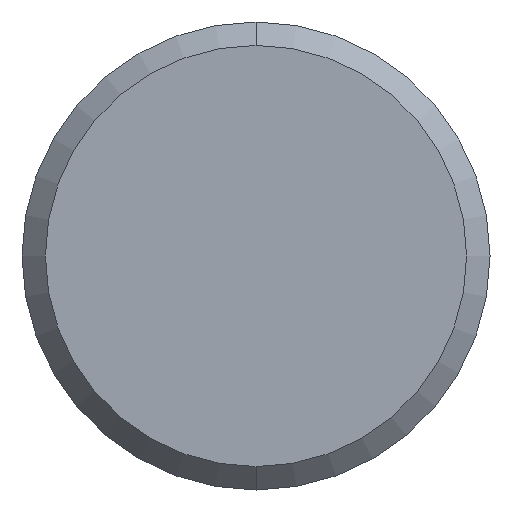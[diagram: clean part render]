
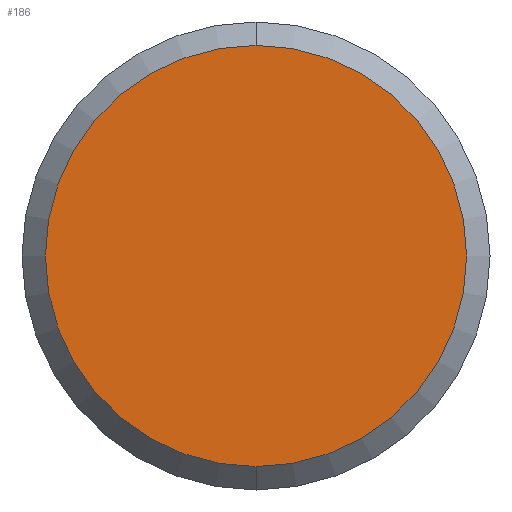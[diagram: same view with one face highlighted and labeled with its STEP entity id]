
A CAD part, front view. The second image highlights one B-rep face of the part: STEP entity #186.
In plain terms, the highlighted planar face has unit normal (0, -1, 0).
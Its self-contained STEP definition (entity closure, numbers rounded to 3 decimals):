
#1 = DIRECTION ( 'NONE',  ( 0., 0., 1. ) ) ;
#14 = VERTEX_POINT ( 'NONE', #69 ) ;
#23 = DIRECTION ( 'NONE',  ( 0., -1., 0. ) ) ;
#28 = CARTESIAN_POINT ( 'NONE',  ( 0., 0., 0. ) ) ;
#34 = CARTESIAN_POINT ( 'NONE',  ( 0., 0., 2.25 ) ) ;
#39 = CIRCLE ( 'NONE', #58, 2.25 ) ;
#45 = DIRECTION ( 'NONE',  ( 0., 0., 1. ) ) ;
#50 = AXIS2_PLACEMENT_3D ( 'NONE', #183, #203, #45 ) ;
#58 = AXIS2_PLACEMENT_3D ( 'NONE', #114, #23, #101 ) ;
#66 = CIRCLE ( 'NONE', #50, 2.25 ) ;
#69 = CARTESIAN_POINT ( 'NONE',  ( 0., 0., -2.25 ) ) ;
#71 = DIRECTION ( 'NONE',  ( 0., 1., 0. ) ) ;
#77 = ORIENTED_EDGE ( 'NONE', *, *, #137, .T. ) ;
#101 = DIRECTION ( 'NONE',  ( 0., 0., 1. ) ) ;
#105 = FACE_OUTER_BOUND ( 'NONE', #158, .T. ) ;
#114 = CARTESIAN_POINT ( 'NONE',  ( 0., 0., 0. ) ) ;
#137 = EDGE_CURVE ( 'NONE', #14, #199, #66, .T. ) ;
#148 = EDGE_CURVE ( 'NONE', #199, #14, #39, .T. ) ;
#151 = AXIS2_PLACEMENT_3D ( 'NONE', #28, #71, #1 ) ;
#153 = PLANE ( 'NONE',  #151 ) ;
#158 = EDGE_LOOP ( 'NONE', ( #177, #77 ) ) ;
#177 = ORIENTED_EDGE ( 'NONE', *, *, #148, .T. ) ;
#183 = CARTESIAN_POINT ( 'NONE',  ( 0., 0., 0. ) ) ;
#186 = ADVANCED_FACE ( 'NONE', ( #105 ), #153, .F. ) ;
#199 = VERTEX_POINT ( 'NONE', #34 ) ;
#203 = DIRECTION ( 'NONE',  ( 0., -1., 0. ) ) ;
